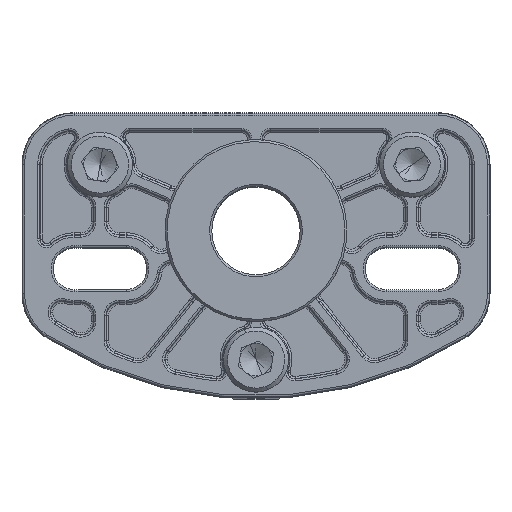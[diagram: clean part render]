
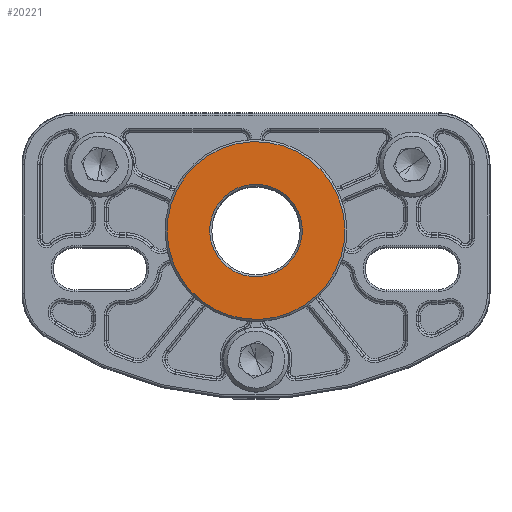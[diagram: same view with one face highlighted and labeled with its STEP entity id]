
A CAD part, top view. The second image highlights one B-rep face of the part: STEP entity #20221.
In plain terms, the highlighted face is planar.
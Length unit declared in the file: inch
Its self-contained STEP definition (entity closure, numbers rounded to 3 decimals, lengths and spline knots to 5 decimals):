
#1059 = EDGE_CURVE ( 'NONE', #11975, #22310, #27974, .T. ) ;
#1674 = AXIS2_PLACEMENT_3D ( 'NONE', #8847, #9136, #4651 ) ;
#2512 = EDGE_LOOP ( 'NONE', ( #20062, #28402 ) ) ;
#2812 = FACE_BOUND ( 'NONE', #2512, .T. ) ;
#3058 = CIRCLE ( 'NONE', #5843, 0.4275 ) ;
#3141 = DIRECTION ( 'NONE',  ( 0., 0., -1. ) ) ;
#3500 = DIRECTION ( 'NONE',  ( 0., 0., -1. ) ) ;
#3721 = ORIENTED_EDGE ( 'NONE', *, *, #17986, .T. ) ;
#4651 = DIRECTION ( 'NONE',  ( 0., 0., -1. ) ) ;
#4671 = CARTESIAN_POINT ( 'NONE',  ( 0., 0., 0.2225 ) ) ;
#4711 = CARTESIAN_POINT ( 'NONE',  ( 0.2125, 0., 0. ) ) ;
#4941 = CIRCLE ( 'NONE', #8632, 0.4275 ) ;
#5463 = DIRECTION ( 'NONE',  ( 0., -1., 0. ) ) ;
#5765 = CIRCLE ( 'NONE', #20534, 0.2225 ) ;
#5817 = CARTESIAN_POINT ( 'NONE',  ( 0., 0., 0. ) ) ;
#5843 = AXIS2_PLACEMENT_3D ( 'NONE', #5817, #23297, #3500 ) ;
#7503 = EDGE_CURVE ( 'NONE', #8885, #28576, #4941, .T. ) ;
#8632 = AXIS2_PLACEMENT_3D ( 'NONE', #11821, #5463, #3141 ) ;
#8847 = CARTESIAN_POINT ( 'NONE',  ( 0., 0., 0. ) ) ;
#8885 = VERTEX_POINT ( 'NONE', #9885 ) ;
#9136 = DIRECTION ( 'NONE',  ( 0., 1., 0. ) ) ;
#9885 = CARTESIAN_POINT ( 'NONE',  ( 0., 0., 0.4275 ) ) ;
#10114 = DIRECTION ( 'NONE',  ( 0., 0., -1. ) ) ;
#11171 = EDGE_CURVE ( 'NONE', #22310, #11975, #5765, .T. ) ;
#11821 = CARTESIAN_POINT ( 'NONE',  ( 0., 0., 0. ) ) ;
#11975 = VERTEX_POINT ( 'NONE', #13026 ) ;
#12419 = DIRECTION ( 'NONE',  ( 0., 1., 0. ) ) ;
#13026 = CARTESIAN_POINT ( 'NONE',  ( 0., 0., -0.2225 ) ) ;
#13527 = DIRECTION ( 'NONE',  ( 0., 0., -1. ) ) ;
#13682 = DIRECTION ( 'NONE',  ( 0., -1., 0. ) ) ;
#14112 = FACE_OUTER_BOUND ( 'NONE', #19451, .T. ) ;
#17334 = CARTESIAN_POINT ( 'NONE',  ( 0., 0., 0. ) ) ;
#17986 = EDGE_CURVE ( 'NONE', #28576, #8885, #3058, .T. ) ;
#19451 = EDGE_LOOP ( 'NONE', ( #25502, #3721 ) ) ;
#20062 = ORIENTED_EDGE ( 'NONE', *, *, #1059, .T. ) ;
#20221 = ADVANCED_FACE ( 'NONE', ( #2812, #14112 ), #24791, .T. ) ;
#20534 = AXIS2_PLACEMENT_3D ( 'NONE', #17334, #12419, #10114 ) ;
#22310 = VERTEX_POINT ( 'NONE', #4671 ) ;
#22588 = AXIS2_PLACEMENT_3D ( 'NONE', #4711, #13682, #13527 ) ;
#23297 = DIRECTION ( 'NONE',  ( 0., -1., 0. ) ) ;
#24791 = PLANE ( 'NONE',  #22588 ) ;
#25404 = CARTESIAN_POINT ( 'NONE',  ( 0., 0., -0.4275 ) ) ;
#25502 = ORIENTED_EDGE ( 'NONE', *, *, #7503, .T. ) ;
#27974 = CIRCLE ( 'NONE', #1674, 0.2225 ) ;
#28402 = ORIENTED_EDGE ( 'NONE', *, *, #11171, .T. ) ;
#28576 = VERTEX_POINT ( 'NONE', #25404 ) ;
